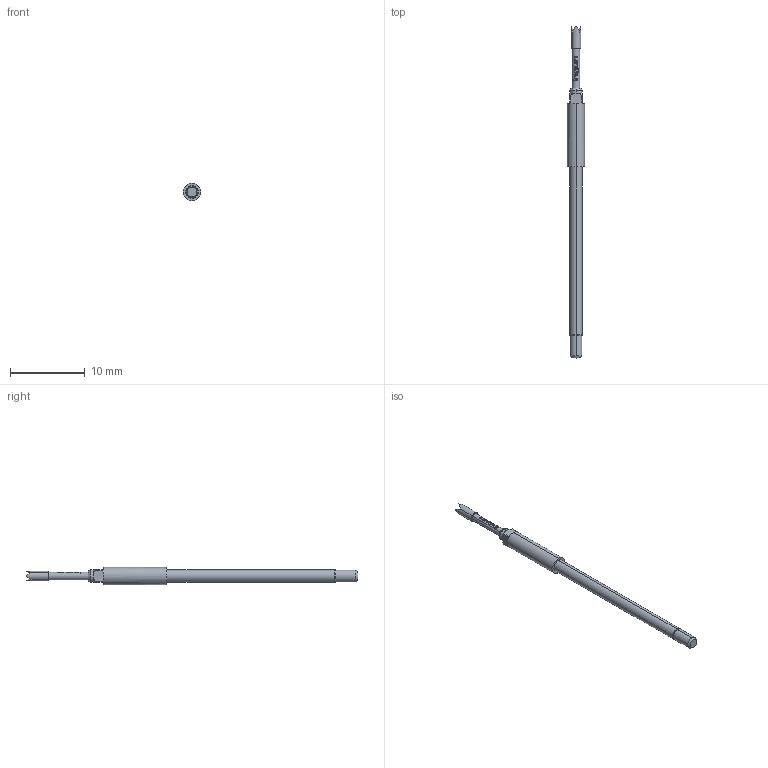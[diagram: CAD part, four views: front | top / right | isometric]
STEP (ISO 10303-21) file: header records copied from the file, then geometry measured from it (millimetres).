
FILE_DESCRIPTION (( 'STEP AP203' ), '1' );
FILE_NAME ('INGUN_GKS-112_204_130_R_xx10_M.STEP', '2020-08-11T09:24:59', ( '' ), ( '' ), 'SwSTEP 2.0', 'SolidWorks 2018', '' );
FILE_SCHEMA (( 'CONFIG_CONTROL_DESIGN' ));
Length unit declared in the file: millimetre
Products named in the file (1): INGUN_GKS-112_204_130_R_xx10_M
Bounding box: 2.3 x 44.3 x 2.3 mm (x, y, z)
Volume: 102 mm3; surface area: 241.8 mm2
Topology: 1 solids, 1 shells, 111 faces, 282 edges, 181 vertices
Faces by surface type: bspline 52, plane 30, cylinder 19, cone 8, torus 2
Entity records: 4467 total; most frequent: CARTESIAN_POINT 2255, ORIENTED_EDGE 564, EDGE_CURVE 282, DIRECTION 234, B_SPLINE_CURVE_WITH_KNOTS 198, VERTEX_POINT 181, EDGE_LOOP 119, ADVANCED_FACE 111
